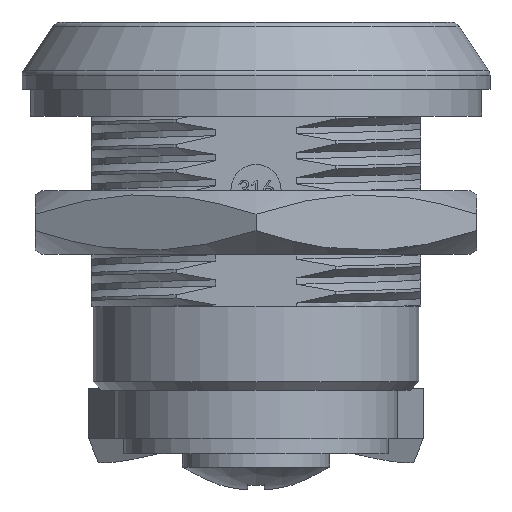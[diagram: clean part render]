
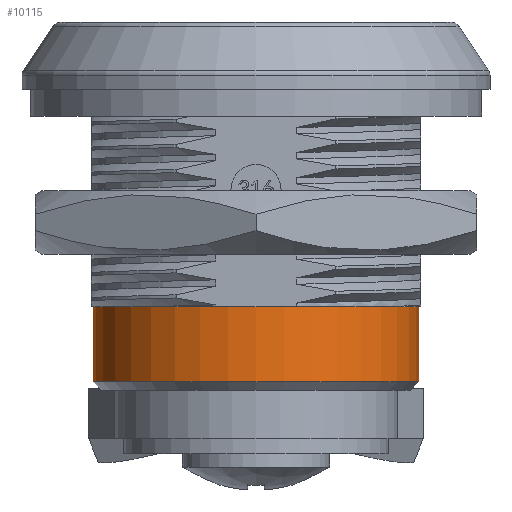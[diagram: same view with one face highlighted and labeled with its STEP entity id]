
A CAD part, front view. The second image highlights one B-rep face of the part: STEP entity #10115.
In plain terms, the highlighted cylindrical face has radius 9.75 mm (diameter 19.5 mm), a full revolution.
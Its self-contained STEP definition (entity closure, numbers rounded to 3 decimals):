
#2627=FACE_BOUND('',#3342,.T.);
#2738=FACE_OUTER_BOUND('',#3341,.T.);
#3341=EDGE_LOOP('',(#7335));
#3342=EDGE_LOOP('',(#7336));
#3973=CIRCLE('',#10745,9.75);
#3984=CIRCLE('',#10760,9.75);
#4550=VERTEX_POINT('',#15746);
#4593=VERTEX_POINT('',#16100);
#5655=EDGE_CURVE('',#4550,#4550,#3973,.T.);
#5698=EDGE_CURVE('',#4593,#4593,#3984,.T.);
#7335=ORIENTED_EDGE('',*,*,#5655,.T.);
#7336=ORIENTED_EDGE('',*,*,#5698,.T.);
#9946=CYLINDRICAL_SURFACE('',#10759,9.75);
#10115=ADVANCED_FACE('',(#2738,#2627),#9946,.T.);
#10745=AXIS2_PLACEMENT_3D('',#15747,#11763,#11764);
#10759=AXIS2_PLACEMENT_3D('',#16099,#11815,#11816);
#10760=AXIS2_PLACEMENT_3D('',#16101,#11817,#11818);
#11763=DIRECTION('center_axis',(0.,1.,0.));
#11764=DIRECTION('ref_axis',(0.,0.,1.));
#11815=DIRECTION('center_axis',(0.,1.,0.));
#11816=DIRECTION('ref_axis',(0.,0.,1.));
#11817=DIRECTION('center_axis',(0.,-1.,0.));
#11818=DIRECTION('ref_axis',(0.,0.,1.));
#15746=CARTESIAN_POINT('',(0.,17.1,-9.75));
#15747=CARTESIAN_POINT('Origin',(0.,17.1,0.));
#16099=CARTESIAN_POINT('Origin',(0.,17.1,0.));
#16100=CARTESIAN_POINT('',(0.,21.6,9.75));
#16101=CARTESIAN_POINT('Origin',(0.,21.6,0.));
